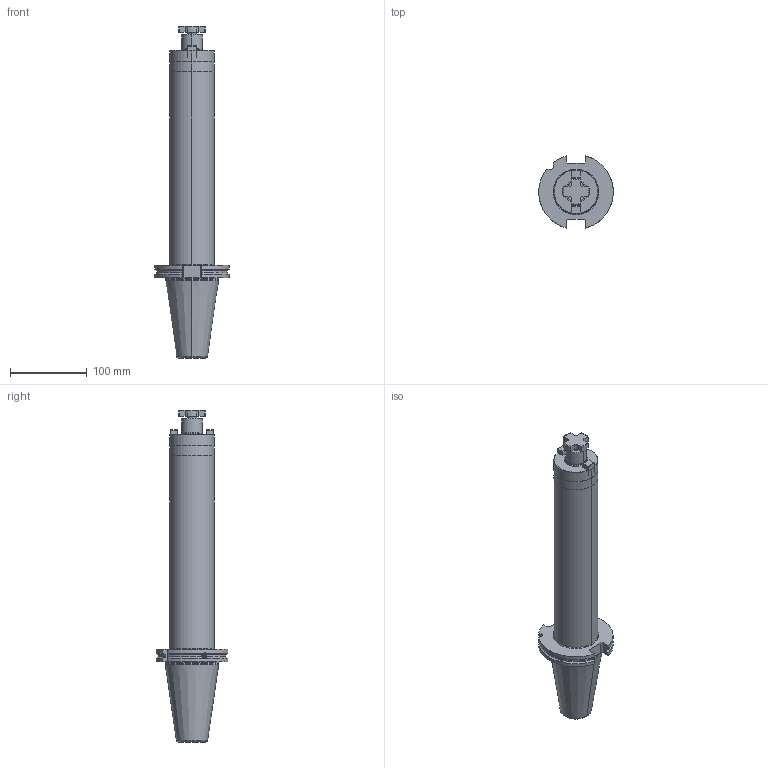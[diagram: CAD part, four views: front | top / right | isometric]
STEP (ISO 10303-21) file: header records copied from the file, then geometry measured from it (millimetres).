
FILE_DESCRIPTION((''),'2;1');
FILE_NAME('DEX','2021-07-14T12:53:59',('bassb'),(''),'CREO PARAMETRIC BY PTC INC, 2019030','CREO PARAMETRIC BY PTC INC, 2019030','');
FILE_SCHEMA(('AP242_MANAGED_MODEL_BASED_3D_ENGINEERING_MIM_LF { 1 0 10303 442 1 1 4 }'));
Length unit declared in the file: millimetre
Products named in the file (1): DEX
Bounding box: 97.5 x 94.05 x 433.75 mm (x, y, z)
Volume: 985587.6 mm3; surface area: 123977.4 mm2
Topology: 1 solids, 9 shells, 317 faces, 763 edges, 468 vertices
Faces by surface type: cylinder 96, plane 89, cone 83, torus 49
Entity records: 13700 total; most frequent: CARTESIAN_POINT 3923, DIRECTION 1596, ORIENTED_EDGE 1518, PRESENTATION_STYLE_ASSIGNMENT 763, STYLED_ITEM 763, CURVE_STYLE 762, EDGE_CURVE 759, AXIS2_PLACEMENT_3D 635
